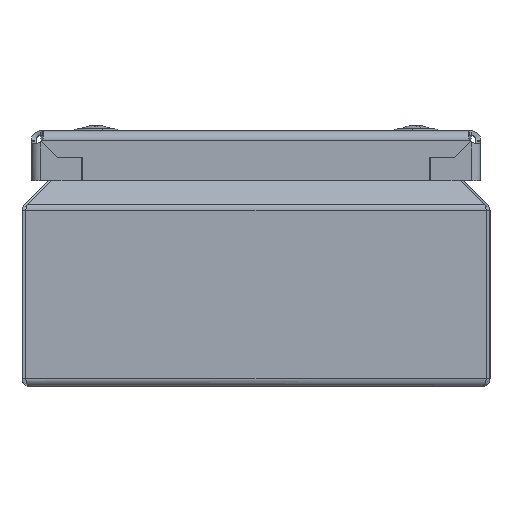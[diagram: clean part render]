
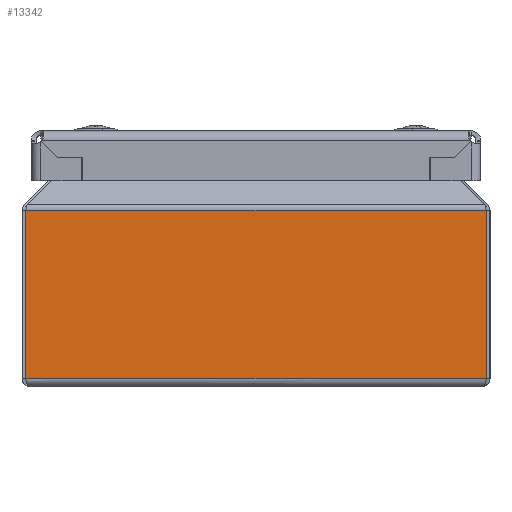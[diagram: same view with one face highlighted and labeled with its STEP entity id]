
A CAD part, left-side view. The second image highlights one B-rep face of the part: STEP entity #13342.
In plain terms, the highlighted planar face has unit normal (-1, 0, 0).
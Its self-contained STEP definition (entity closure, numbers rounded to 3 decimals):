
#13207 = VERTEX_POINT ( 'NONE', #26511 ) ;
#13209 = EDGE_CURVE ( 'NONE', #13210, #13207, #26510, .T. ) ;
#13210 = VERTEX_POINT ( 'NONE', #26506 ) ;
#13274 = VERTEX_POINT ( 'NONE', #26642 ) ;
#13317 = ORIENTED_EDGE ( 'NONE', *, *, #13335, .T. ) ;
#13318 = ORIENTED_EDGE ( 'NONE', *, *, #13319, .F. ) ;
#13319 = EDGE_CURVE ( 'NONE', #13210, #13274, #26780, .T. ) ;
#13320 = ORIENTED_EDGE ( 'NONE', *, *, #13209, .T. ) ;
#13321 = ORIENTED_EDGE ( 'NONE', *, *, #13322, .T. ) ;
#13322 = EDGE_CURVE ( 'NONE', #13207, #13336, #26776, .T. ) ;
#13335 = EDGE_CURVE ( 'NONE', #13336, #13274, #26806, .T. ) ;
#13336 = VERTEX_POINT ( 'NONE', #26802 ) ;
#13342 = ADVANCED_FACE ( 'NONE', ( #26841 ), #26840, .T. ) ;
#13343 = EDGE_LOOP ( 'NONE', ( #13317, #13318, #13320, #13321 ) ) ;
#26506 = CARTESIAN_POINT ( 'NONE',  ( -100., 73.75, 56.482 ) ) ;
#26507 = DIRECTION ( 'NONE',  ( 0., 0., -1. ) ) ;
#26508 = VECTOR ( 'NONE', #26507, 1000. ) ;
#26509 = CARTESIAN_POINT ( 'NONE',  ( -100., 73.75, 56.482 ) ) ;
#26510 = LINE ( 'NONE', #26509, #26508 ) ;
#26511 = CARTESIAN_POINT ( 'NONE',  ( -100., 73.75, 2.5 ) ) ;
#26642 = CARTESIAN_POINT ( 'NONE',  ( -100., -73.75, 56.482 ) ) ;
#26773 = DIRECTION ( 'NONE',  ( 0., -1., 0. ) ) ;
#26774 = VECTOR ( 'NONE', #26773, 1000. ) ;
#26775 = CARTESIAN_POINT ( 'NONE',  ( -100., 1061.25, 2.5 ) ) ;
#26776 = LINE ( 'NONE', #26775, #26774 ) ;
#26777 = DIRECTION ( 'NONE',  ( 0., -1., 0. ) ) ;
#26778 = VECTOR ( 'NONE', #26777, 1000. ) ;
#26779 = CARTESIAN_POINT ( 'NONE',  ( -100., 1061.25, 56.482 ) ) ;
#26780 = LINE ( 'NONE', #26779, #26778 ) ;
#26802 = CARTESIAN_POINT ( 'NONE',  ( -100., -73.75, 2.5 ) ) ;
#26803 = DIRECTION ( 'NONE',  ( 0., 0., 1. ) ) ;
#26804 = VECTOR ( 'NONE', #26803, 1000. ) ;
#26805 = CARTESIAN_POINT ( 'NONE',  ( -100., -73.75, 56.482 ) ) ;
#26806 = LINE ( 'NONE', #26805, #26804 ) ;
#26836 = DIRECTION ( 'NONE',  ( 0., 0., -1. ) ) ;
#26837 = DIRECTION ( 'NONE',  ( -1., 0., 0. ) ) ;
#26838 = CARTESIAN_POINT ( 'NONE',  ( -100., 1061.25, 56.482 ) ) ;
#26839 = AXIS2_PLACEMENT_3D ( 'NONE', #26838, #26837, #26836 ) ;
#26840 = PLANE ( 'NONE',  #26839 ) ;
#26841 = FACE_OUTER_BOUND ( 'NONE', #13343, .T. ) ;
